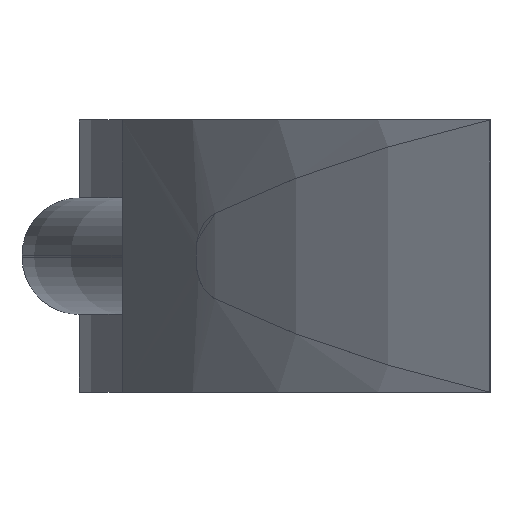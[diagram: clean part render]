
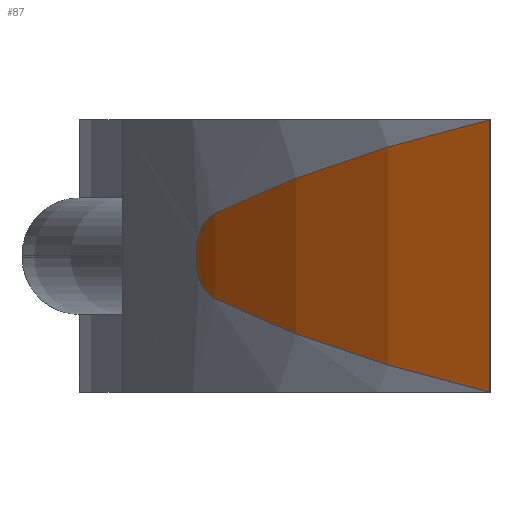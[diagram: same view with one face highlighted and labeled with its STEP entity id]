
A CAD part, left-side view. The second image highlights one B-rep face of the part: STEP entity #87.
In plain terms, the highlighted cylindrical face has radius 94 mm (diameter 188 mm), a partial arc.
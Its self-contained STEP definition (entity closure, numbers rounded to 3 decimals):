
#87 = ADVANCED_FACE( '', ( #155 ), #156, .T. );
#155 = FACE_OUTER_BOUND( '', #267, .T. );
#156 = CYLINDRICAL_SURFACE( '', #268, 94. );
#267 = EDGE_LOOP( '', ( #435, #436, #437, #438, #439, #440 ) );
#268 = AXIS2_PLACEMENT_3D( '', #441, #442, #443 );
#435 = ORIENTED_EDGE( '', *, *, #830, .F. );
#436 = ORIENTED_EDGE( '', *, *, #831, .F. );
#437 = ORIENTED_EDGE( '', *, *, #832, .F. );
#438 = ORIENTED_EDGE( '', *, *, #833, .F. );
#439 = ORIENTED_EDGE( '', *, *, #834, .F. );
#440 = ORIENTED_EDGE( '', *, *, #835, .F. );
#441 = CARTESIAN_POINT( '', ( 79.342, -50.4, 43.5 ) );
#442 = DIRECTION( '', ( 0., 0., 1. ) );
#443 = DIRECTION( '', ( -0.844, 0.536, 0. ) );
#830 = EDGE_CURVE( '', #987, #988, #989, .T. );
#831 = EDGE_CURVE( '', #990, #987, #991, .T. );
#832 = EDGE_CURVE( '', #992, #990, #993, .T. );
#833 = EDGE_CURVE( '', #994, #992, #995, .T. );
#834 = EDGE_CURVE( '', #996, #994, #997, .T. );
#835 = EDGE_CURVE( '', #988, #996, #998, .T. );
#987 = VERTEX_POINT( '', #1234 );
#988 = VERTEX_POINT( '', #1235 );
#989 = ELLIPSE( '', #1236, 100.033, 94. );
#990 = VERTEX_POINT( '', #1237 );
#991 = B_SPLINE_CURVE_WITH_KNOTS( '', 3, ( #1238, #1239, #1240, #1241, #1242, #1243, #1244, #1245, #1246, #1247, #1248, #1249, #1250, #1251, #1252, #1253 ), .UNSPECIFIED., .F., .F., ( 4, 2, 2, 2, 2, 2, 2, 4 ), ( 6.409, 7.158, 7.907, 8.655, 9.404, 10.258, 11.111, 11.207 ), .UNSPECIFIED. );
#992 = VERTEX_POINT( '', #1254 );
#993 = LINE( '', #1255, #1256 );
#994 = VERTEX_POINT( '', #1257 );
#995 = B_SPLINE_CURVE_WITH_KNOTS( '', 3, ( #1258, #1259, #1260, #1261, #1262, #1263, #1264, #1265, #1266, #1267, #1268, #1269, #1270, #1271, #1272, #1273 ), .UNSPECIFIED., .F., .F., ( 4, 2, 2, 2, 2, 2, 2, 4 ), ( 1.611, 1.707, 2.56, 3.414, 4.163, 4.911, 5.66, 6.409 ), .UNSPECIFIED. );
#996 = VERTEX_POINT( '', #1274 );
#997 = ELLIPSE( '', #1275, 100.033, 94. );
#998 = LINE( '', #1276, #1277 );
#1234 = CARTESIAN_POINT( '', ( 23.533, 25.239, 3.935 ) );
#1235 = CARTESIAN_POINT( '', ( 0., 0.006, 12.5 ) );
#1236 = AXIS2_PLACEMENT_3D( '', #1728, #1729, #1730 );
#1237 = CARTESIAN_POINT( '', ( 26., 26.999, 0.411 ) );
#1238 = CARTESIAN_POINT( '', ( 26., 26.999, 0.411 ) );
#1239 = CARTESIAN_POINT( '', ( 26., 26.999, 0.661 ) );
#1240 = CARTESIAN_POINT( '', ( 25.975, 26.981, 0.916 ) );
#1241 = CARTESIAN_POINT( '', ( 25.872, 26.91, 1.417 ) );
#1242 = CARTESIAN_POINT( '', ( 25.794, 26.856, 1.663 ) );
#1243 = CARTESIAN_POINT( '', ( 25.594, 26.717, 2.127 ) );
#1244 = CARTESIAN_POINT( '', ( 25.471, 26.632, 2.346 ) );
#1245 = CARTESIAN_POINT( '', ( 25.195, 26.438, 2.745 ) );
#1246 = CARTESIAN_POINT( '', ( 25.042, 26.33, 2.924 ) );
#1247 = CARTESIAN_POINT( '', ( 24.703, 26.089, 3.259 ) );
#1248 = CARTESIAN_POINT( '', ( 24.502, 25.945, 3.42 ) );
#1249 = CARTESIAN_POINT( '', ( 24.073, 25.635, 3.698 ) );
#1250 = CARTESIAN_POINT( '', ( 23.845, 25.469, 3.814 ) );
#1251 = CARTESIAN_POINT( '', ( 23.585, 25.277, 3.915 ) );
#1252 = CARTESIAN_POINT( '', ( 23.559, 25.258, 3.925 ) );
#1253 = CARTESIAN_POINT( '', ( 23.533, 25.239, 3.935 ) );
#1254 = CARTESIAN_POINT( '', ( 26., 26.999, -0.411 ) );
#1255 = CARTESIAN_POINT( '', ( 26., 26.999, 0. ) );
#1256 = VECTOR( '', #1731, 1. );
#1257 = CARTESIAN_POINT( '', ( 23.533, 25.239, -3.935 ) );
#1258 = CARTESIAN_POINT( '', ( 23.533, 25.239, -3.935 ) );
#1259 = CARTESIAN_POINT( '', ( 23.559, 25.258, -3.925 ) );
#1260 = CARTESIAN_POINT( '', ( 23.585, 25.277, -3.915 ) );
#1261 = CARTESIAN_POINT( '', ( 23.845, 25.469, -3.814 ) );
#1262 = CARTESIAN_POINT( '', ( 24.073, 25.635, -3.698 ) );
#1263 = CARTESIAN_POINT( '', ( 24.502, 25.945, -3.42 ) );
#1264 = CARTESIAN_POINT( '', ( 24.703, 26.089, -3.259 ) );
#1265 = CARTESIAN_POINT( '', ( 25.042, 26.33, -2.924 ) );
#1266 = CARTESIAN_POINT( '', ( 25.195, 26.438, -2.745 ) );
#1267 = CARTESIAN_POINT( '', ( 25.471, 26.632, -2.346 ) );
#1268 = CARTESIAN_POINT( '', ( 25.594, 26.717, -2.127 ) );
#1269 = CARTESIAN_POINT( '', ( 25.794, 26.856, -1.663 ) );
#1270 = CARTESIAN_POINT( '', ( 25.872, 26.91, -1.417 ) );
#1271 = CARTESIAN_POINT( '', ( 25.975, 26.981, -0.916 ) );
#1272 = CARTESIAN_POINT( '', ( 26., 26.999, -0.661 ) );
#1273 = CARTESIAN_POINT( '', ( 26., 26.999, -0.411 ) );
#1274 = CARTESIAN_POINT( '', ( 0., 0.006, -12.5 ) );
#1275 = AXIS2_PLACEMENT_3D( '', #1732, #1733, #1734 );
#1276 = CARTESIAN_POINT( '', ( 0., 0.006, 0. ) );
#1277 = VECTOR( '', #1735, 1. );
#1728 = CARTESIAN_POINT( '', ( 79.342, -50.4, -16.378 ) );
#1729 = DIRECTION( '', ( 0.342, 0., 0.94 ) );
#1730 = DIRECTION( '', ( -0.94, 0., 0.342 ) );
#1731 = DIRECTION( '', ( 0., 0., 1. ) );
#1732 = CARTESIAN_POINT( '', ( 79.342, -50.4, 16.378 ) );
#1733 = DIRECTION( '', ( 0.342, 0., -0.94 ) );
#1734 = DIRECTION( '', ( -0.94, 0., -0.342 ) );
#1735 = DIRECTION( '', ( 0., 0., -1. ) );
